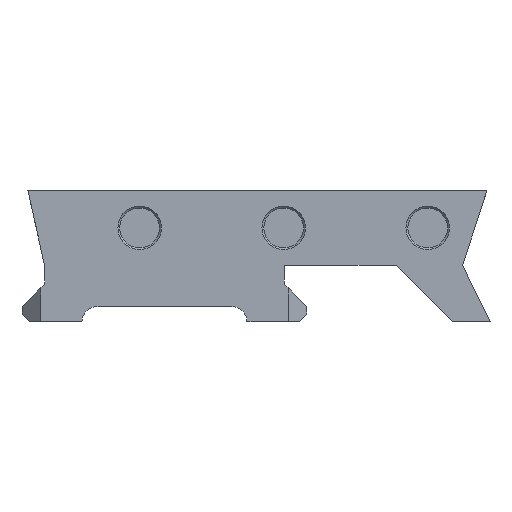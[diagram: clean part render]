
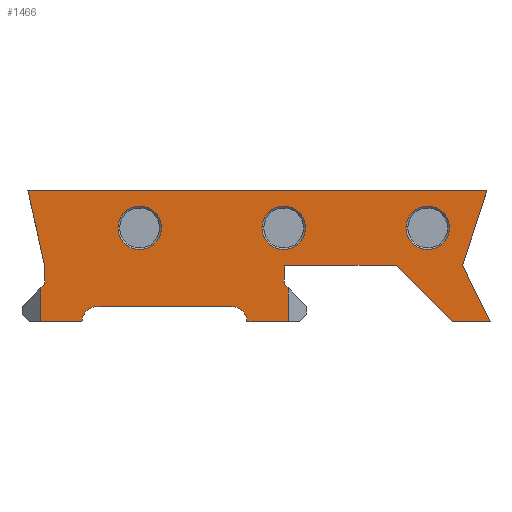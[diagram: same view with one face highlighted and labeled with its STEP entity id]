
A CAD part, left-side view. The second image highlights one B-rep face of the part: STEP entity #1466.
In plain terms, the highlighted planar face has unit normal (-1, 0, 0).
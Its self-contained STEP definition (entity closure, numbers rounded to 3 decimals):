
#63=CIRCLE('',#1560,2.9);
#65=CIRCLE('',#1563,2.9);
#68=CIRCLE('',#1569,2.9);
#75=CIRCLE('',#1590,2.);
#76=CIRCLE('',#1591,2.);
#216=ORIENTED_EDGE('',*,*,#534,.F.);
#217=ORIENTED_EDGE('',*,*,#536,.F.);
#218=ORIENTED_EDGE('',*,*,#539,.F.);
#219=ORIENTED_EDGE('',*,*,#598,.F.);
#220=ORIENTED_EDGE('',*,*,#599,.T.);
#221=ORIENTED_EDGE('',*,*,#600,.F.);
#222=ORIENTED_EDGE('',*,*,#601,.F.);
#223=ORIENTED_EDGE('',*,*,#556,.F.);
#224=ORIENTED_EDGE('',*,*,#577,.T.);
#225=ORIENTED_EDGE('',*,*,#602,.T.);
#226=ORIENTED_EDGE('',*,*,#574,.T.);
#227=ORIENTED_EDGE('',*,*,#580,.F.);
#228=ORIENTED_EDGE('',*,*,#603,.T.);
#229=ORIENTED_EDGE('',*,*,#604,.F.);
#230=ORIENTED_EDGE('',*,*,#605,.F.);
#231=ORIENTED_EDGE('',*,*,#606,.T.);
#232=ORIENTED_EDGE('',*,*,#607,.T.);
#233=ORIENTED_EDGE('',*,*,#608,.F.);
#234=ORIENTED_EDGE('',*,*,#609,.T.);
#235=ORIENTED_EDGE('',*,*,#610,.F.);
#236=ORIENTED_EDGE('',*,*,#611,.T.);
#534=EDGE_CURVE('',#733,#733,#63,.F.);
#536=EDGE_CURVE('',#735,#735,#65,.F.);
#539=EDGE_CURVE('',#738,#738,#68,.F.);
#556=EDGE_CURVE('',#754,#751,#887,.T.);
#574=EDGE_CURVE('',#767,#769,#905,.T.);
#577=EDGE_CURVE('',#754,#771,#908,.T.);
#580=EDGE_CURVE('',#772,#769,#911,.T.);
#598=EDGE_CURVE('',#788,#789,#924,.T.);
#599=EDGE_CURVE('',#788,#790,#925,.T.);
#600=EDGE_CURVE('',#791,#790,#926,.T.);
#601=EDGE_CURVE('',#751,#791,#927,.T.);
#602=EDGE_CURVE('',#771,#767,#928,.T.);
#603=EDGE_CURVE('',#772,#792,#929,.F.);
#604=EDGE_CURVE('',#793,#792,#930,.T.);
#605=EDGE_CURVE('',#794,#793,#931,.T.);
#606=EDGE_CURVE('',#794,#795,#932,.T.);
#607=EDGE_CURVE('',#795,#796,#933,.T.);
#608=EDGE_CURVE('',#797,#796,#934,.T.);
#609=EDGE_CURVE('',#797,#798,#75,.T.);
#610=EDGE_CURVE('',#799,#798,#935,.T.);
#611=EDGE_CURVE('',#799,#789,#76,.T.);
#733=VERTEX_POINT('',#2172);
#735=VERTEX_POINT('',#2177);
#738=VERTEX_POINT('',#2186);
#751=VERTEX_POINT('',#2218);
#754=VERTEX_POINT('',#2223);
#767=VERTEX_POINT('',#2257);
#769=VERTEX_POINT('',#2261);
#771=VERTEX_POINT('',#2267);
#772=VERTEX_POINT('',#2272);
#788=VERTEX_POINT('',#2309);
#789=VERTEX_POINT('',#2310);
#790=VERTEX_POINT('',#2312);
#791=VERTEX_POINT('',#2314);
#792=VERTEX_POINT('',#2318);
#793=VERTEX_POINT('',#2320);
#794=VERTEX_POINT('',#2322);
#795=VERTEX_POINT('',#2324);
#796=VERTEX_POINT('',#2326);
#797=VERTEX_POINT('',#2328);
#798=VERTEX_POINT('',#2330);
#799=VERTEX_POINT('',#2332);
#887=LINE('',#2224,#1017);
#905=LINE('',#2262,#1035);
#908=LINE('',#2268,#1038);
#911=LINE('',#2273,#1041);
#924=LINE('',#2308,#1054);
#925=LINE('',#2311,#1055);
#926=LINE('',#2313,#1056);
#927=LINE('',#2315,#1057);
#928=LINE('',#2316,#1058);
#929=LINE('',#2317,#1059);
#930=LINE('',#2319,#1060);
#931=LINE('',#2321,#1061);
#932=LINE('',#2323,#1062);
#933=LINE('',#2325,#1063);
#934=LINE('',#2327,#1064);
#935=LINE('',#2331,#1065);
#1017=VECTOR('',#1775,1000.);
#1035=VECTOR('',#1803,1000.);
#1038=VECTOR('',#1808,1000.);
#1041=VECTOR('',#1813,1000.);
#1054=VECTOR('',#1840,1000.);
#1055=VECTOR('',#1841,1000.);
#1056=VECTOR('',#1842,1000.);
#1057=VECTOR('',#1843,1000.);
#1058=VECTOR('',#1844,1000.);
#1059=VECTOR('',#1845,1000.);
#1060=VECTOR('',#1846,1000.);
#1061=VECTOR('',#1847,1000.);
#1062=VECTOR('',#1848,1000.);
#1063=VECTOR('',#1849,1000.);
#1064=VECTOR('',#1850,1000.);
#1065=VECTOR('',#1853,1000.);
#1158=EDGE_LOOP('',(#216));
#1159=EDGE_LOOP('',(#217));
#1160=EDGE_LOOP('',(#218));
#1161=EDGE_LOOP('',(#219,#220,#221,#222,#223,#224,#225,#226,#227,#228,#229,
#230,#231,#232,#233,#234,#235,#236));
#1288=FACE_BOUND('',#1158,.T.);
#1289=FACE_BOUND('',#1159,.T.);
#1290=FACE_BOUND('',#1160,.T.);
#1291=FACE_BOUND('',#1161,.T.);
#1403=PLANE('',#1589);
#1466=ADVANCED_FACE('',(#1288,#1289,#1290,#1291),#1403,.F.);
#1560=AXIS2_PLACEMENT_3D('',#2171,#1728,#1729);
#1563=AXIS2_PLACEMENT_3D('',#2176,#1734,#1735);
#1569=AXIS2_PLACEMENT_3D('',#2185,#1746,#1747);
#1589=AXIS2_PLACEMENT_3D('',#2307,#1838,#1839);
#1590=AXIS2_PLACEMENT_3D('',#2329,#1851,#1852);
#1591=AXIS2_PLACEMENT_3D('',#2333,#1854,#1855);
#1728=DIRECTION('',(1.,0.,0.));
#1729=DIRECTION('',(0.,1.,0.));
#1734=DIRECTION('',(1.,0.,0.));
#1735=DIRECTION('',(0.,1.,0.));
#1746=DIRECTION('',(1.,0.,0.));
#1747=DIRECTION('',(0.,1.,0.));
#1775=DIRECTION('',(0.,1.,0.));
#1803=DIRECTION('',(0.,0.438,0.899));
#1808=DIRECTION('',(0.,-0.707,-0.707));
#1813=DIRECTION('',(0.,0.309,-0.951));
#1838=DIRECTION('',(1.,0.,0.));
#1839=DIRECTION('',(0.,1.,0.));
#1840=DIRECTION('',(0.,1.,0.));
#1841=DIRECTION('',(0.,0.,1.));
#1842=DIRECTION('',(0.,-0.707,-0.707));
#1843=DIRECTION('',(0.,0.,-1.));
#1844=DIRECTION('',(0.,-1.,0.));
#1845=DIRECTION('',(0.,-1.,0.));
#1846=DIRECTION('',(0.,0.216,0.976));
#1847=DIRECTION('',(0.,0.,1.));
#1848=DIRECTION('',(0.,0.707,-0.707));
#1849=DIRECTION('',(0.,0.,-1.));
#1850=DIRECTION('',(0.,1.,0.));
#1851=DIRECTION('',(1.,0.,0.));
#1852=DIRECTION('',(0.,1.,0.));
#1853=DIRECTION('',(0.,1.,0.));
#1854=DIRECTION('',(1.,0.,0.));
#1855=DIRECTION('',(0.,1.,0.));
#2171=CARTESIAN_POINT('',(-38.,-38.105,0.5));
#2172=CARTESIAN_POINT('',(-38.,-35.205,0.5));
#2176=CARTESIAN_POINT('',(-38.,0.308,0.5));
#2177=CARTESIAN_POINT('',(-38.,3.208,0.5));
#2185=CARTESIAN_POINT('',(-38.,-18.897,0.5));
#2186=CARTESIAN_POINT('',(-38.,-15.997,0.5));
#2218=CARTESIAN_POINT('',(-38.,-19.005,-4.5));
#2223=CARTESIAN_POINT('',(-38.,-33.908,-4.5));
#2224=CARTESIAN_POINT('',(-38.,-33.505,-4.5));
#2257=CARTESIAN_POINT('',(-38.,-46.408,-12.));
#2261=CARTESIAN_POINT('',(-38.,-42.755,-4.5));
#2262=CARTESIAN_POINT('',(-38.,-42.755,-4.5));
#2267=CARTESIAN_POINT('',(-38.,-41.408,-12.));
#2268=CARTESIAN_POINT('',(-38.,-41.408,-12.));
#2272=CARTESIAN_POINT('',(-38.,-46.005,5.5));
#2273=CARTESIAN_POINT('',(-38.,-46.005,5.5));
#2307=CARTESIAN_POINT('',(-38.,11.997,26.536));
#2308=CARTESIAN_POINT('',(-38.,-21.003,-12.));
#2309=CARTESIAN_POINT('',(-38.,-19.503,-12.));
#2310=CARTESIAN_POINT('',(-38.,-14.003,-12.));
#2311=CARTESIAN_POINT('',(-38.,-19.503,-10.));
#2312=CARTESIAN_POINT('',(-38.,-19.503,-7.5));
#2313=CARTESIAN_POINT('',(-38.,-22.003,-10.));
#2314=CARTESIAN_POINT('',(-38.,-19.005,-7.003));
#2315=CARTESIAN_POINT('',(-38.,-19.005,-11.));
#2316=CARTESIAN_POINT('',(-38.,-46.408,-12.));
#2317=CARTESIAN_POINT('',(-38.,0.,5.5));
#2318=CARTESIAN_POINT('',(-38.,15.205,5.5));
#2319=CARTESIAN_POINT('',(-38.,12.995,-4.5));
#2320=CARTESIAN_POINT('',(-38.,12.995,-4.5));
#2321=CARTESIAN_POINT('',(-38.,12.995,-8.));
#2322=CARTESIAN_POINT('',(-38.,12.995,-6.997));
#2323=CARTESIAN_POINT('',(-38.,15.145,-9.148));
#2324=CARTESIAN_POINT('',(-38.,13.497,-7.5));
#2325=CARTESIAN_POINT('',(-38.,13.497,-11.));
#2326=CARTESIAN_POINT('',(-38.,13.497,-12.));
#2327=CARTESIAN_POINT('',(-38.,-21.003,-12.));
#2328=CARTESIAN_POINT('',(-38.,7.997,-12.));
#2329=CARTESIAN_POINT('',(-38.,5.997,-12.));
#2330=CARTESIAN_POINT('',(-38.,5.997,-10.));
#2331=CARTESIAN_POINT('',(-38.,-19.005,-10.));
#2332=CARTESIAN_POINT('',(-38.,-12.003,-10.));
#2333=CARTESIAN_POINT('',(-38.,-12.003,-12.));
